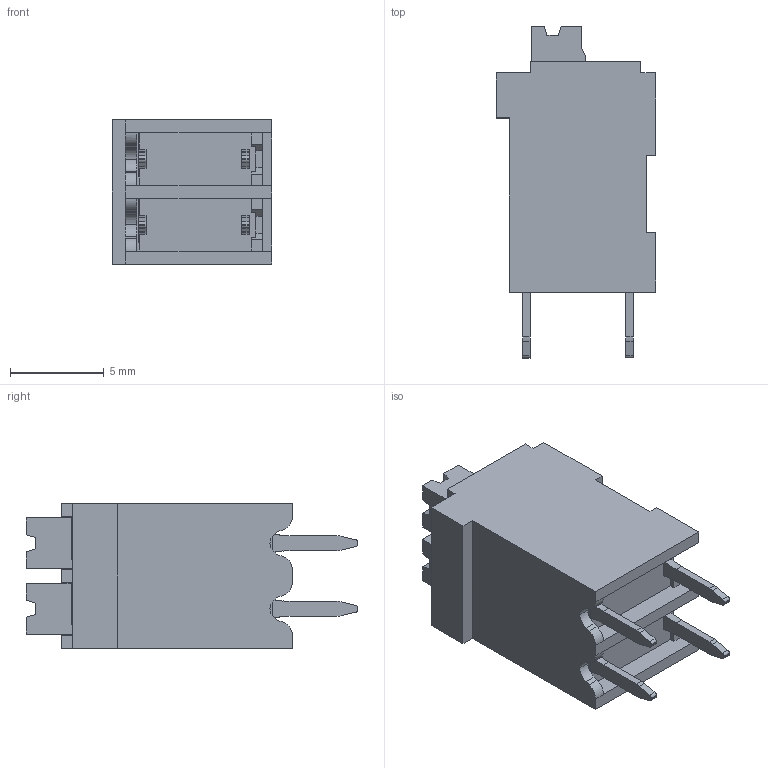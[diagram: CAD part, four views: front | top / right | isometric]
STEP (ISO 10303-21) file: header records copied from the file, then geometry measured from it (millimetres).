
FILE_DESCRIPTION (( 'STEP AP214' ), '1' );
FILE_NAME ('CUI_DEVICES_TBLH10V-350-02BK.step', '2019-11-18T01:09:52', ( '' ), ( '' ), 'SwSTEP 2.0', 'SolidWorks 2019', '' );
FILE_SCHEMA (( 'AUTOMOTIVE_DESIGN' ));
Length unit declared in the file: millimetre
Products named in the file (1): CUI_DEVICES_TBLH10V-350-02BK
Bounding box: 8.5 x 17.7 x 7.7 mm (x, y, z)
Volume: 647 mm3; surface area: 876.3 mm2
Topology: 7 solids, 7 shells, 270 faces, 764 edges, 504 vertices
Faces by surface type: plane 210, cylinder 52, cone 4, bspline 4
Entity records: 9600 total; most frequent: CARTESIAN_POINT 1780, ORIENTED_EDGE 1520, DIRECTION 1381, EDGE_CURVE 760, VECTOR 583, LINE 583, VERTEX_POINT 502, AXIS2_PLACEMENT_3D 399
